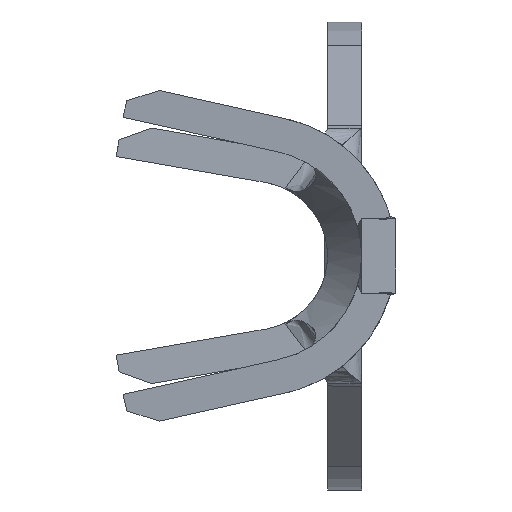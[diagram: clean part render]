
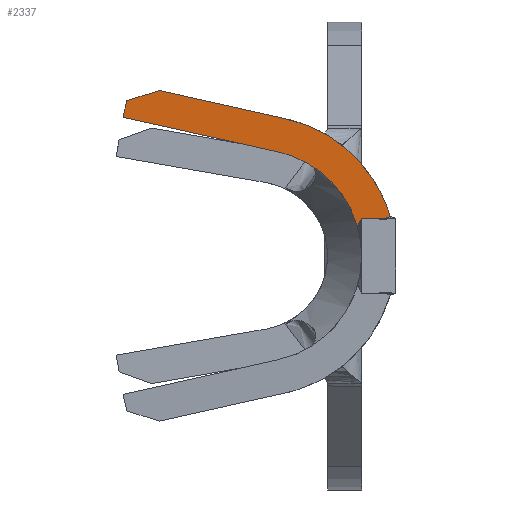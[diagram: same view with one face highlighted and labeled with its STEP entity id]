
A CAD part, left-side view. The second image highlights one B-rep face of the part: STEP entity #2337.
In plain terms, the highlighted planar face has unit normal (-0.996, 0.087, 0).
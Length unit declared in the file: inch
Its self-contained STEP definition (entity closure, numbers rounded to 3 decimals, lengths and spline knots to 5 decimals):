
#311 = CARTESIAN_POINT ( 'NONE',  ( -0.99408, 0.0062, 0.04354 ) ) ;
#544 = CARTESIAN_POINT ( 'NONE',  ( -0.999, -0.05, -0.25 ) ) ;
#621 = EDGE_LOOP ( 'NONE', ( #2754, #3395, #3754, #3839, #3939, #4044, #4140 ) ) ;
#661 = EDGE_CURVE ( 'NONE', #2399, #5186, #2102, .T. ) ;
#897 = CARTESIAN_POINT ( 'NONE',  ( -0.99828, -0.04181, 0.0575 ) ) ;
#1458 =( BOUNDED_CURVE ( )  B_SPLINE_CURVE ( 3, ( #2806, #6247, #2244, #6827 ),
 .UNSPECIFIED., .F., .F. ) 
 B_SPLINE_CURVE_WITH_KNOTS ( ( 4, 4 ),
 ( 0.28288, 1.35123 ),
 .UNSPECIFIED. ) 
 CURVE ( )  GEOMETRIC_REPRESENTATION_ITEM ( )  RATIONAL_B_SPLINE_CURVE ( ( 1., 0.907, 0.907, 1. ) ) 
 REPRESENTATION_ITEM ( '' )  );
#1542 = VECTOR ( 'NONE', #4241, 39.37008 ) ;
#1696 = VERTEX_POINT ( 'NONE', #4472 ) ;
#1716 = DIRECTION ( 'NONE',  ( 0.087, 0.996, 0. ) ) ;
#1738 = CARTESIAN_POINT ( 'NONE',  ( -0.96865, 0.29685, 0.2425 ) ) ;
#1879 = CARTESIAN_POINT ( 'NONE',  ( -0.96334, 0.35764, 0.22342 ) ) ;
#1995 = AXIS2_PLACEMENT_3D ( 'NONE', #544, #5140, #1716 ) ;
#2102 = LINE ( 'NONE', #6763, #6305 ) ;
#2244 = CARTESIAN_POINT ( 'NONE',  ( -0.98893, 0.06505, 0.13954 ) ) ;
#2334 = EDGE_CURVE ( 'NONE', #5673, #5990, #1458, .T. ) ;
#2337 = ADVANCED_FACE ( 'NONE', ( #3788 ), #4575, .F. ) ;
#2399 = VERTEX_POINT ( 'NONE', #1738 ) ;
#2754 = ORIENTED_EDGE ( 'NONE', *, *, #7181, .F. ) ;
#2806 = CARTESIAN_POINT ( 'NONE',  ( -0.99408, 0.0062, 0.04354 ) ) ;
#2812 = CARTESIAN_POINT ( 'NONE',  ( -0.9849, 0.11113, 0.20105 ) ) ;
#2857 = DIRECTION ( 'NONE',  ( -0.085, -0.972, -0.217 ) ) ;
#2953 = EDGE_CURVE ( 'NONE', #4735, #2399, #6459, .T. ) ;
#3008 = DIRECTION ( 'NONE',  ( -0.083, -0.951, 0.298 ) ) ;
#3027 = LINE ( 'NONE', #7066, #1542 ) ;
#3395 = ORIENTED_EDGE ( 'NONE', *, *, #4913, .F. ) ;
#3754 = ORIENTED_EDGE ( 'NONE', *, *, #661, .F. ) ;
#3788 = FACE_OUTER_BOUND ( 'NONE', #621, .T. ) ;
#3839 = ORIENTED_EDGE ( 'NONE', *, *, #2953, .F. ) ;
#3939 = ORIENTED_EDGE ( 'NONE', *, *, #7311, .F. ) ;
#4001 = CARTESIAN_POINT ( 'NONE',  ( -0.99828, -0.04181, 0.0575 ) ) ;
#4044 = ORIENTED_EDGE ( 'NONE', *, *, #4282, .F. ) ;
#4081 = CARTESIAN_POINT ( 'NONE',  ( -0.96394, 0.35068, 0.20006 ) ) ;
#4140 = ORIENTED_EDGE ( 'NONE', *, *, #2334, .F. ) ;
#4241 = DIRECTION ( 'NONE',  ( 0.085, 0.972, 0.217 ) ) ;
#4282 = EDGE_CURVE ( 'NONE', #5990, #4938, #3027, .T. ) ;
#4472 = CARTESIAN_POINT ( 'NONE',  ( -0.99828, -0.04181, 0.0575 ) ) ;
#4575 = PLANE ( 'NONE',  #1995 ) ;
#4735 = VERTEX_POINT ( 'NONE', #6990 ) ;
#4913 = EDGE_CURVE ( 'NONE', #5186, #1696, #6116, .T. ) ;
#4938 = VERTEX_POINT ( 'NONE', #6833 ) ;
#4958 = VECTOR ( 'NONE', #3008, 39.37008 ) ;
#5075 = VECTOR ( 'NONE', #7417, 39.37008 ) ;
#5140 = DIRECTION ( 'NONE',  ( 0.996, -0.087, 0. ) ) ;
#5186 = VERTEX_POINT ( 'NONE', #6639 ) ;
#5673 = VERTEX_POINT ( 'NONE', #311 ) ;
#5785 = LINE ( 'NONE', #897, #7115 ) ;
#5990 = VERTEX_POINT ( 'NONE', #6394 ) ;
#6045 = DIRECTION ( 'NONE',  ( 0.084, 0.957, -0.278 ) ) ;
#6116 =( BOUNDED_CURVE ( )  B_SPLINE_CURVE ( 3, ( #2812, #6255, #7392, #4001 ),
 .UNSPECIFIED., .F., .T. ) 
 B_SPLINE_CURVE_WITH_KNOTS ( ( 4, 4 ),
 ( 4.93196, 6.0003 ),
 .UNSPECIFIED. ) 
 CURVE ( )  GEOMETRIC_REPRESENTATION_ITEM ( )  RATIONAL_B_SPLINE_CURVE ( ( 1., 0.907, 0.907, 1. ) ) 
 REPRESENTATION_ITEM ( '' )  );
#6247 = CARTESIAN_POINT ( 'NONE',  ( -0.99266, 0.02249, 0.09959 ) ) ;
#6255 = CARTESIAN_POINT ( 'NONE',  ( -0.99148, 0.0359, 0.18427 ) ) ;
#6305 = VECTOR ( 'NONE', #2857, 39.37008 ) ;
#6394 = CARTESIAN_POINT ( 'NONE',  ( -0.98395, 0.12202, 0.15225 ) ) ;
#6459 = LINE ( 'NONE', #1879, #4958 ) ;
#6639 = CARTESIAN_POINT ( 'NONE',  ( -0.9849, 0.11113, 0.20105 ) ) ;
#6763 = CARTESIAN_POINT ( 'NONE',  ( -0.98356, 0.12651, 0.20449 ) ) ;
#6765 = LINE ( 'NONE', #4081, #5075 ) ;
#6827 = CARTESIAN_POINT ( 'NONE',  ( -0.98395, 0.12202, 0.15225 ) ) ;
#6833 = CARTESIAN_POINT ( 'NONE',  ( -0.964, 0.35, 0.20313 ) ) ;
#6990 = CARTESIAN_POINT ( 'NONE',  ( -0.96448, 0.34455, 0.22753 ) ) ;
#7066 = CARTESIAN_POINT ( 'NONE',  ( -0.98261, 0.13732, 0.15567 ) ) ;
#7115 = VECTOR ( 'NONE', #6045, 39.37008 ) ;
#7181 = EDGE_CURVE ( 'NONE', #1696, #5673, #5785, .T. ) ;
#7311 = EDGE_CURVE ( 'NONE', #4938, #4735, #6765, .T. ) ;
#7392 = CARTESIAN_POINT ( 'NONE',  ( -0.9964, -0.0203, 0.13152 ) ) ;
#7417 = DIRECTION ( 'NONE',  ( -0.019, -0.218, 0.976 ) ) ;
